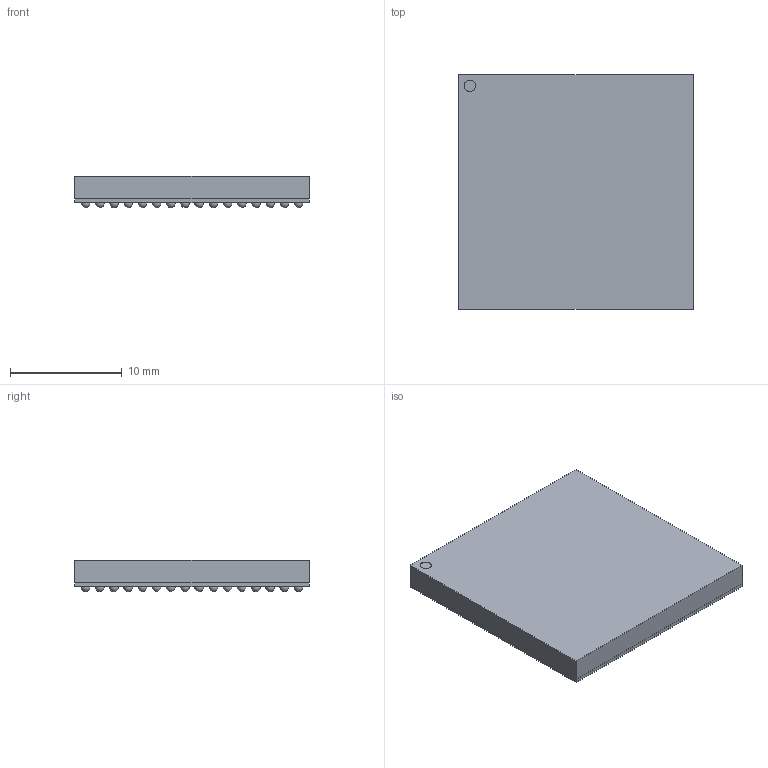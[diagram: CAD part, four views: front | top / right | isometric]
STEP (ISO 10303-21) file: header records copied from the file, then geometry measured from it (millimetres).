
FILE_DESCRIPTION(('FreeCAD Model'),'2;1');
FILE_NAME('BGA256N127P16X16_2100X2100X308.step','2020-02-19T16:04:29',(''),(''), 'Open CASCADE STEP processor 7.3','FreeCAD','Unknown');
FILE_SCHEMA(('AUTOMOTIVE_DESIGN { 1 0 10303 214 1 1 1 1 }'));
Length unit declared in the file: millimetre
Products named in the file (1): Compound
Bounding box: 21 x 21 x 2.8 mm (x, y, z)
Volume: 1104.9 mm3; surface area: 1594.3 mm2
Topology: 257 solids, 257 shells, 268 faces, 2839 edges, 3598 vertices
Faces by surface type: sphere 256, plane 11, cylinder 1
Full cylindrical faces by diameter (mm): 1 x1
Entity records: 53654 total; most frequent: CARTESIAN_POINT 28210, DIRECTION 2611, GEOMETRIC_CURVE_SET 2048, PRESENTATION_STYLE_ASSIGNMENT 1549, SURFACE_STYLE_USAGE 1549, SURFACE_SIDE_STYLE 1549, SURFACE_STYLE_FILL_AREA 1549, FILL_AREA_STYLE 1549
